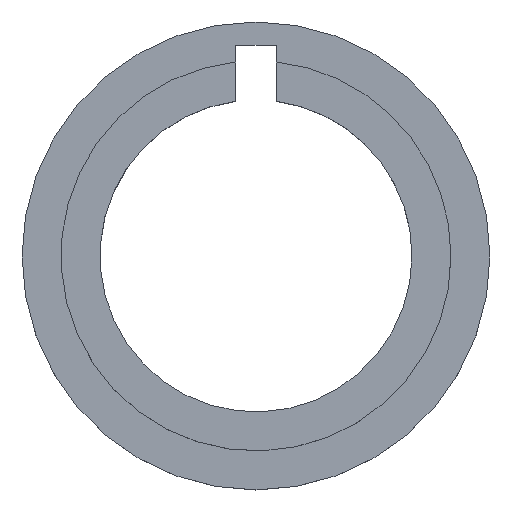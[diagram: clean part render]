
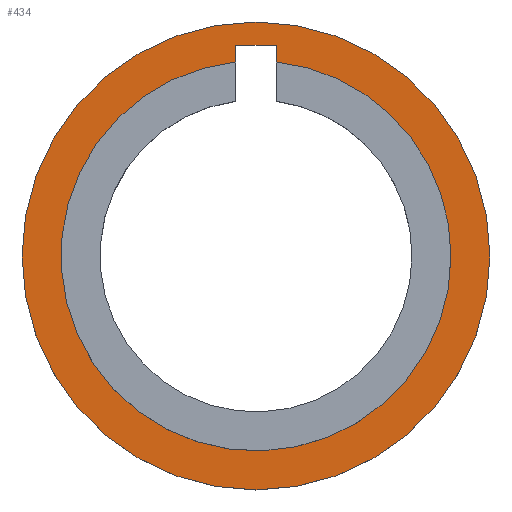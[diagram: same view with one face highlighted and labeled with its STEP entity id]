
A CAD part, top view. The second image highlights one B-rep face of the part: STEP entity #434.
In plain terms, the highlighted planar face has unit normal (0, 0, 1).
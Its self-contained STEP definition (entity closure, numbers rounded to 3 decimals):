
#200 = VERTEX_POINT('',#201);
#201 = CARTESIAN_POINT('',(-0.65,6.758,2.));
#207 = EDGE_CURVE('',#208,#200,#210,.T.);
#208 = VERTEX_POINT('',#209);
#209 = CARTESIAN_POINT('',(-0.65,6.216,2.));
#210 = LINE('',#211,#212);
#211 = CARTESIAN_POINT('',(-0.65,2.479,2.));
#212 = VECTOR('',#213,1.);
#213 = DIRECTION('',(0.,1.,0.));
#264 = EDGE_CURVE('',#265,#267,#269,.T.);
#265 = VERTEX_POINT('',#266);
#266 = CARTESIAN_POINT('',(0.65,6.758,2.));
#267 = VERTEX_POINT('',#268);
#268 = CARTESIAN_POINT('',(0.65,6.216,2.));
#269 = LINE('',#270,#271);
#270 = CARTESIAN_POINT('',(0.65,3.379,2.));
#271 = VECTOR('',#272,1.);
#272 = DIRECTION('',(0.,-1.,0.));
#330 = VERTEX_POINT('',#331);
#331 = CARTESIAN_POINT('',(7.5,0.,2.));
#337 = EDGE_CURVE('',#330,#330,#338,.T.);
#338 = CIRCLE('',#339,7.5);
#339 = AXIS2_PLACEMENT_3D('',#340,#341,#342);
#340 = CARTESIAN_POINT('',(0.,0.,2.));
#341 = DIRECTION('',(0.,0.,1.));
#342 = DIRECTION('',(1.,0.,0.));
#354 = EDGE_CURVE('',#200,#265,#355,.T.);
#355 = LINE('',#356,#357);
#356 = CARTESIAN_POINT('',(-0.325,6.758,2.));
#357 = VECTOR('',#358,1.);
#358 = DIRECTION('',(1.,0.,0.));
#414 = VERTEX_POINT('',#415);
#415 = CARTESIAN_POINT('',(6.25,0.,2.));
#421 = EDGE_CURVE('',#414,#208,#422,.T.);
#422 = CIRCLE('',#423,6.25);
#423 = AXIS2_PLACEMENT_3D('',#424,#425,#426);
#424 = CARTESIAN_POINT('',(0.,0.,2.));
#425 = DIRECTION('',(0.,0.,-1.));
#426 = DIRECTION('',(1.,0.,0.));
#434 = ADVANCED_FACE('',(#435,#438),#451,.T.);
#435 = FACE_BOUND('',#436,.T.);
#436 = EDGE_LOOP('',(#437));
#437 = ORIENTED_EDGE('',*,*,#337,.T.);
#438 = FACE_BOUND('',#439,.T.);
#439 = EDGE_LOOP('',(#440,#447,#448,#449,#450));
#440 = ORIENTED_EDGE('',*,*,#441,.T.);
#441 = EDGE_CURVE('',#267,#414,#442,.T.);
#442 = CIRCLE('',#443,6.25);
#443 = AXIS2_PLACEMENT_3D('',#444,#445,#446);
#444 = CARTESIAN_POINT('',(0.,0.,2.));
#445 = DIRECTION('',(0.,0.,-1.));
#446 = DIRECTION('',(1.,0.,0.));
#447 = ORIENTED_EDGE('',*,*,#421,.T.);
#448 = ORIENTED_EDGE('',*,*,#207,.T.);
#449 = ORIENTED_EDGE('',*,*,#354,.T.);
#450 = ORIENTED_EDGE('',*,*,#264,.T.);
#451 = PLANE('',#452);
#452 = AXIS2_PLACEMENT_3D('',#453,#454,#455);
#453 = CARTESIAN_POINT('',(0.,0.,2.));
#454 = DIRECTION('',(0.,0.,1.));
#455 = DIRECTION('',(1.,0.,0.));
